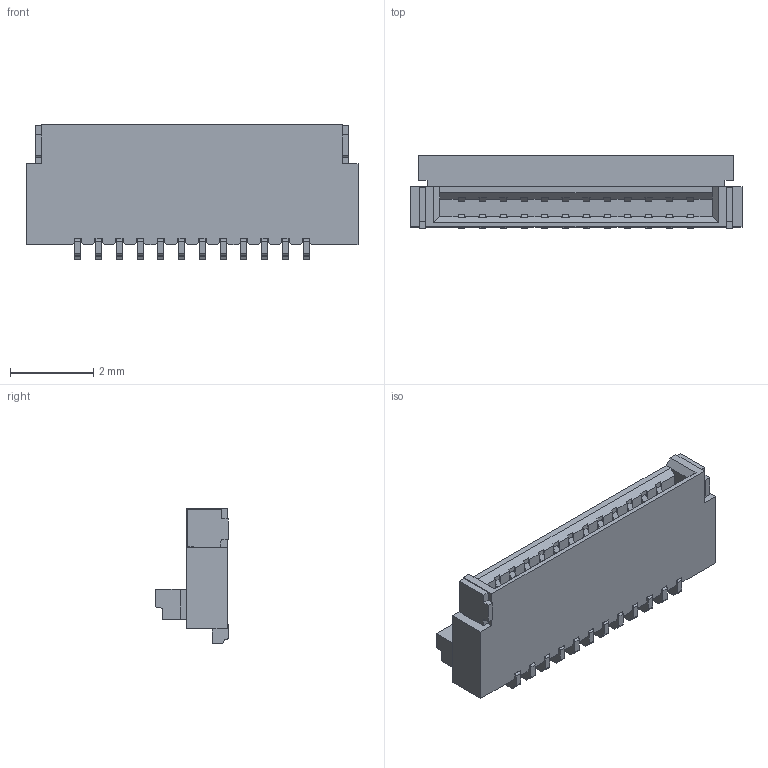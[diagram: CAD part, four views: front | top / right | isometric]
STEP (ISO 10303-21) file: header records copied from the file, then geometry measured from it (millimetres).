
FILE_DESCRIPTION(/* description */ ('STEP AP214'),/* implementation_level */ '2;1');
FILE_NAME(/* name */ 'FFC2B28-12-G',/* time_stamp */ '2024-08-20T04:58:06+02:00',/* author */ ('License CC BY-ND 4.0'),/* organization */ ('CADENAS'),/* preprocessor_version */ 'ST-DEVELOPER v19.3',/* originating_system */ 'PARTsolutions',/* authorisation */ ' ');
FILE_SCHEMA (('AUTOMOTIVE_DESIGN {1 0 10303 214 3 1 1}'));
Length unit declared in the file: millimetre
Products named in the file (6): FFC2B28-12-G; FFC2B28-12-G_D; FFC2B28-12-G_H; FFC2B28-G_P; FFC2B28-12-G_C; FFC2B28_SP
Assembly tree (17 placements, depth 2):
  FFC2B28-12-G
    FFC2B28-12-G_D
    FFC2B28-12-G_H
    FFC2B28-G_P  x12
    FFC2B28-12-G_C
    FFC2B28_SP  x2
Bounding box: 8 x 1.75 x 3.25 mm (x, y, z)
Volume: 19.8 mm3; surface area: 171.9 mm2
Topology: 16 solids, 16 shells, 851 faces, 2459 edges, 1607 vertices
Faces by surface type: plane 732, cylinder 119
Entity records: 15036 total; most frequent: ORIENTED_EDGE 2344, CARTESIAN_POINT 2337, DIRECTION 2040, EDGE_CURVE 1172, LINE 1136, VECTOR 1136, VERTEX_POINT 748, AXIS2_PLACEMENT_3D 452
